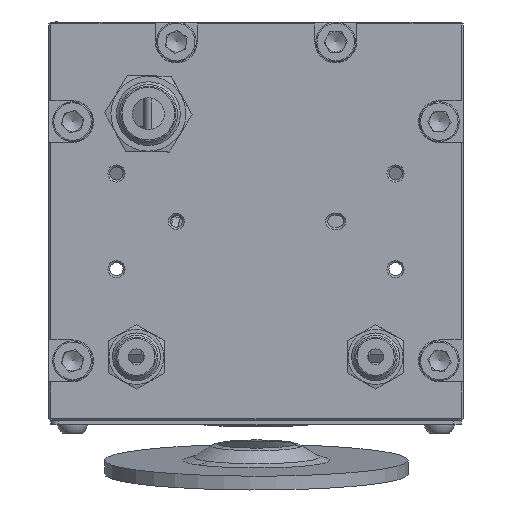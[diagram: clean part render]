
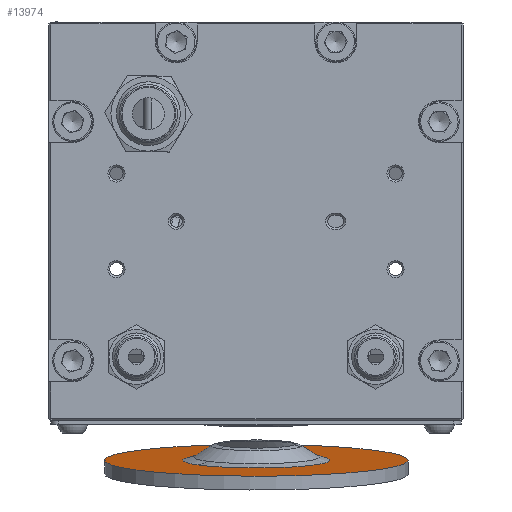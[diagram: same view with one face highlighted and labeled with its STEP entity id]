
A CAD part, front view. The second image highlights one B-rep face of the part: STEP entity #13974.
In plain terms, the highlighted planar face has unit normal (0, -0.104, 0.995).
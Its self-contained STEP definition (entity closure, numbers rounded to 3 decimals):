
#58 = VERTEX_POINT ( 'NONE', #6888 ) ;
#849 = AXIS2_PLACEMENT_3D ( 'NONE', #30607, #13954, #25079 ) ;
#3297 = AXIS2_PLACEMENT_3D ( 'NONE', #11387, #3312, #5908 ) ;
#3312 = DIRECTION ( 'NONE',  ( 0., -0.105, 0.995 ) ) ;
#5908 = DIRECTION ( 'NONE',  ( -0.793, -0.606, -0.064 ) ) ;
#6888 = CARTESIAN_POINT ( 'NONE',  ( 14.742, 204.803, -7.761 ) ) ;
#7627 = ORIENTED_EDGE ( 'NONE', *, *, #20763, .T. ) ;
#9608 = EDGE_CURVE ( 'NONE', #13226, #58, #11037, .T. ) ;
#10349 = ORIENTED_EDGE ( 'NONE', *, *, #9608, .T. ) ;
#11026 = EDGE_CURVE ( 'NONE', #11129, #11129, #22638, .T. ) ;
#11037 = CIRCLE ( 'NONE', #21607, 18.469 ) ;
#11129 = VERTEX_POINT ( 'NONE', #13726 ) ;
#11387 = CARTESIAN_POINT ( 'NONE',  ( 6.297, 247.76, -3.246 ) ) ;
#12713 = CARTESIAN_POINT ( 'NONE',  ( -14.542, 182.414, -10.114 ) ) ;
#12897 = CARTESIAN_POINT ( 'NONE',  ( 0.1, 193.608, -8.937 ) ) ;
#13226 = VERTEX_POINT ( 'NONE', #12713 ) ;
#13726 = CARTESIAN_POINT ( 'NONE',  ( 30.305, 216.703, -6.51 ) ) ;
#13954 = DIRECTION ( 'NONE',  ( 0., 0.105, -0.995 ) ) ;
#13974 = ADVANCED_FACE ( 'NONE', ( #14147, #25275 ), #17255, .T. ) ;
#14147 = FACE_OUTER_BOUND ( 'NONE', #26605, .T. ) ;
#17255 = PLANE ( 'NONE',  #3297 ) ;
#20763 = EDGE_CURVE ( 'NONE', #58, #13226, #35971, .T. ) ;
#20944 = DIRECTION ( 'NONE',  ( 0., -0.105, 0.995 ) ) ;
#21607 = AXIS2_PLACEMENT_3D ( 'NONE', #25102, #22397, #35771 ) ;
#22397 = DIRECTION ( 'NONE',  ( 0., 0.105, -0.995 ) ) ;
#22638 = CIRCLE ( 'NONE', #36066, 38.1 ) ;
#22841 = EDGE_LOOP ( 'NONE', ( #10349, #7627 ) ) ;
#25079 = DIRECTION ( 'NONE',  ( -0.793, -0.606, -0.064 ) ) ;
#25102 = CARTESIAN_POINT ( 'NONE',  ( 0.1, 193.608, -8.937 ) ) ;
#25275 = FACE_BOUND ( 'NONE', #22841, .T. ) ;
#26605 = EDGE_LOOP ( 'NONE', ( #28930 ) ) ;
#26966 = DIRECTION ( 'NONE',  ( 0.793, 0.606, 0.064 ) ) ;
#28930 = ORIENTED_EDGE ( 'NONE', *, *, #11026, .T. ) ;
#30607 = CARTESIAN_POINT ( 'NONE',  ( 0.1, 193.608, -8.937 ) ) ;
#35771 = DIRECTION ( 'NONE',  ( 0.793, 0.606, 0.064 ) ) ;
#35971 = CIRCLE ( 'NONE', #849, 18.469 ) ;
#36066 = AXIS2_PLACEMENT_3D ( 'NONE', #12897, #20944, #26966 ) ;
